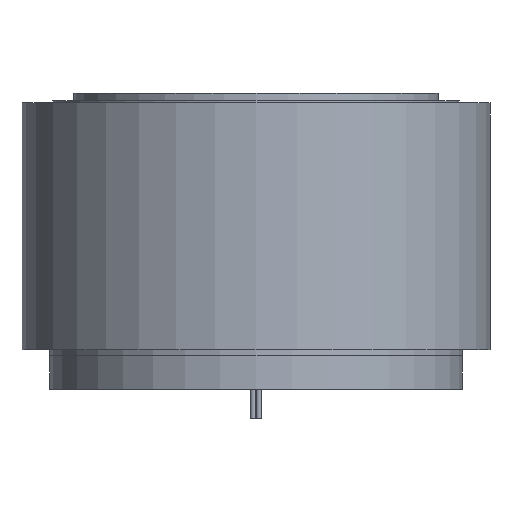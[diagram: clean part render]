
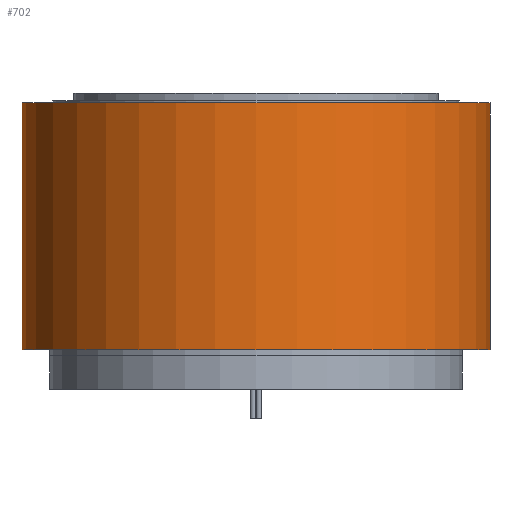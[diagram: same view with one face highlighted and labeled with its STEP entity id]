
A CAD part, front view. The second image highlights one B-rep face of the part: STEP entity #702.
In plain terms, the highlighted cylindrical face has radius 118.5 mm (diameter 237 mm), a partial arc.
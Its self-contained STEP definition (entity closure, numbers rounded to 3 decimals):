
#702 = ADVANCED_FACE ( 'NONE', ( #3065 ), #3024, .T. ) ;
#732 = EDGE_LOOP ( 'NONE', ( #735, #776, #777, #778 ) ) ;
#733 = EDGE_CURVE ( 'NONE', #1792, #1919, #3089, .T. ) ;
#735 = ORIENTED_EDGE ( 'NONE', *, *, #1856, .F. ) ;
#738 = EDGE_CURVE ( 'NONE', #1857, #1858, #3109, .T. ) ;
#776 = ORIENTED_EDGE ( 'NONE', *, *, #733, .F. ) ;
#777 = ORIENTED_EDGE ( 'NONE', *, *, #1794, .T. ) ;
#778 = ORIENTED_EDGE ( 'NONE', *, *, #738, .F. ) ;
#1792 = VERTEX_POINT ( 'NONE', #5048 ) ;
#1794 = EDGE_CURVE ( 'NONE', #1792, #1858, #5047, .T. ) ;
#1856 = EDGE_CURVE ( 'NONE', #1919, #1857, #3766, .T. ) ;
#1857 = VERTEX_POINT ( 'NONE', #5112 ) ;
#1858 = VERTEX_POINT ( 'NONE', #5111 ) ;
#1919 = VERTEX_POINT ( 'NONE', #5210 ) ;
#3021 = DIRECTION ( 'NONE',  ( -1., 0., 0. ) ) ;
#3022 = DIRECTION ( 'NONE',  ( 0., 0., -1. ) ) ;
#3023 = AXIS2_PLACEMENT_3D ( 'NONE', #3064, #3022, #3021 ) ;
#3024 = CYLINDRICAL_SURFACE ( 'NONE', #3023, 118.5 ) ;
#3064 = CARTESIAN_POINT ( 'NONE',  ( 0., 0., 100. ) ) ;
#3065 = FACE_OUTER_BOUND ( 'NONE', #732, .T. ) ;
#3089 = CIRCLE ( 'NONE', #3122, 118.5 ) ;
#3102 = CARTESIAN_POINT ( 'NONE',  ( 0., 0., 145. ) ) ;
#3109 = CIRCLE ( 'NONE', #3110, 118.5 ) ;
#3110 = AXIS2_PLACEMENT_3D ( 'NONE', #3112, #3111, #3113 ) ;
#3111 = DIRECTION ( 'NONE',  ( 0., 0., -1. ) ) ;
#3112 = CARTESIAN_POINT ( 'NONE',  ( 0., 0., 20. ) ) ;
#3113 = DIRECTION ( 'NONE',  ( -1., 0., 0. ) ) ;
#3122 = AXIS2_PLACEMENT_3D ( 'NONE', #3102, #3123, #3180 ) ;
#3123 = DIRECTION ( 'NONE',  ( 0., 0., 1. ) ) ;
#3180 = DIRECTION ( 'NONE',  ( 1., 0., 0. ) ) ;
#3766 = LINE ( 'NONE', #3772, #3768 ) ;
#3768 = VECTOR ( 'NONE', #3785, 1000. ) ;
#3772 = CARTESIAN_POINT ( 'NONE',  ( 118.5, 0., 100. ) ) ;
#3785 = DIRECTION ( 'NONE',  ( 0., 0., -1. ) ) ;
#5044 = DIRECTION ( 'NONE',  ( 0., 0., -1. ) ) ;
#5045 = VECTOR ( 'NONE', #5044, 1000. ) ;
#5046 = CARTESIAN_POINT ( 'NONE',  ( -118.5, 0., 100. ) ) ;
#5047 = LINE ( 'NONE', #5046, #5045 ) ;
#5048 = CARTESIAN_POINT ( 'NONE',  ( -118.5, 0., 145. ) ) ;
#5111 = CARTESIAN_POINT ( 'NONE',  ( -118.5, 0., 20. ) ) ;
#5112 = CARTESIAN_POINT ( 'NONE',  ( 118.5, 0., 20. ) ) ;
#5210 = CARTESIAN_POINT ( 'NONE',  ( 118.5, 0., 145. ) ) ;
